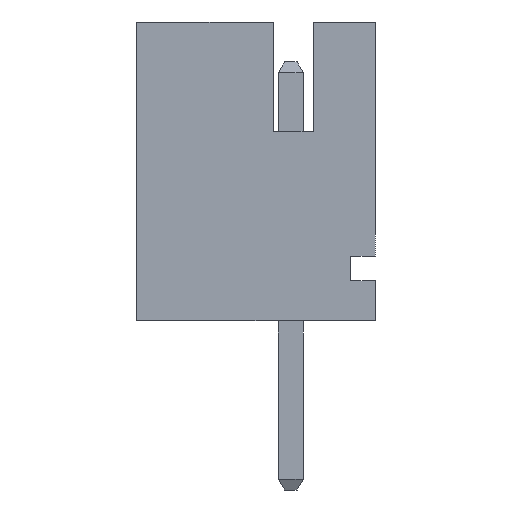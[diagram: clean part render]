
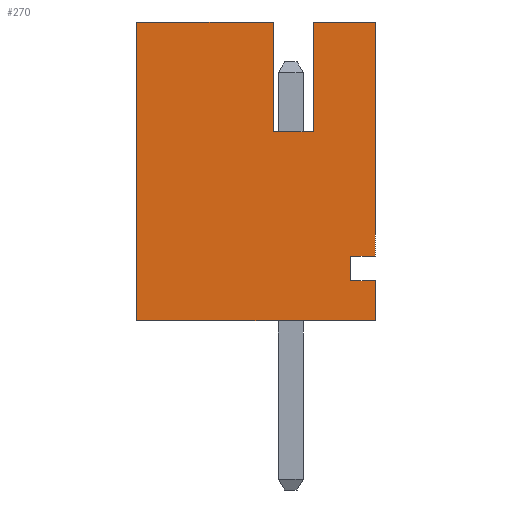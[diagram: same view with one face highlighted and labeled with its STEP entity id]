
A CAD part, left-side view. The second image highlights one B-rep face of the part: STEP entity #270.
In plain terms, the highlighted planar face has unit normal (-1, 0, 0).
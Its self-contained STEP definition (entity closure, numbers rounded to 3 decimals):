
#270=ADVANCED_FACE('',(#821),#823,.T.);
#821=FACE_BOUND('',#822,.T.);
#822=EDGE_LOOP('',(#1260,#1261,#1262,#1263,#1264,#1265,#1266,#1267,#1268,#1269,#1270,
#1271));
#823=PLANE('',#824);
#824=AXIS2_PLACEMENT_3D('',#825,#826,#827);
#825=CARTESIAN_POINT('',(-4.,3.1,0.));
#826=DIRECTION('',(-1.,0.,0.));
#827=DIRECTION('',(0.,-1.,0.));
#1260=ORIENTED_EDGE('',*,*,#1589,.T.);
#1261=ORIENTED_EDGE('',*,*,#1590,.T.);
#1262=ORIENTED_EDGE('',*,*,#1591,.F.);
#1263=ORIENTED_EDGE('',*,*,#1568,.F.);
#1264=ORIENTED_EDGE('',*,*,#1581,.T.);
#1265=ORIENTED_EDGE('',*,*,#1588,.T.);
#1266=ORIENTED_EDGE('',*,*,#1592,.T.);
#1267=ORIENTED_EDGE('',*,*,#1593,.T.);
#1268=ORIENTED_EDGE('',*,*,#1594,.T.);
#1269=ORIENTED_EDGE('',*,*,#1595,.T.);
#1270=ORIENTED_EDGE('',*,*,#1596,.F.);
#1271=ORIENTED_EDGE('',*,*,#1597,.T.);
#1568=EDGE_CURVE('',#1750,#1752,#1753,.T.);
#1581=EDGE_CURVE('',#1750,#1772,#1774,.T.);
#1588=EDGE_CURVE('',#1772,#1785,#1787,.T.);
#1589=EDGE_CURVE('',#1788,#1789,#1790,.F.);
#1590=EDGE_CURVE('',#1789,#1791,#1792,.F.);
#1591=EDGE_CURVE('',#1752,#1791,#1793,.T.);
#1592=EDGE_CURVE('',#1785,#1794,#1795,.F.);
#1593=EDGE_CURVE('',#1794,#1796,#1797,.T.);
#1594=EDGE_CURVE('',#1796,#1798,#1799,.F.);
#1595=EDGE_CURVE('',#1798,#1800,#1801,.T.);
#1596=EDGE_CURVE('',#1802,#1800,#1803,.T.);
#1597=EDGE_CURVE('',#1802,#1788,#1804,.F.);
#1750=VERTEX_POINT('',#2057);
#1752=VERTEX_POINT('',#2061);
#1753=LINE('',#2062,#2063);
#1772=VERTEX_POINT('',#2105);
#1774=LINE('',#2109,#2110);
#1785=VERTEX_POINT('',#2132);
#1787=LINE('',#2136,#2137);
#1788=VERTEX_POINT('',#2139);
#1789=VERTEX_POINT('',#2140);
#1790=LINE('',#2141,#2142);
#1791=VERTEX_POINT('',#2144);
#1792=LINE('',#2145,#2146);
#1793=LINE('',#2148,#2149);
#1794=VERTEX_POINT('',#2151);
#1795=LINE('',#2152,#2153);
#1796=VERTEX_POINT('',#2155);
#1797=LINE('',#2156,#2157);
#1798=VERTEX_POINT('',#2159);
#1799=LINE('',#2160,#2161);
#1800=VERTEX_POINT('',#2163);
#1801=LINE('',#2164,#2165);
#1802=VERTEX_POINT('',#2167);
#1803=LINE('',#2168,#2169);
#1804=LINE('',#2171,#2172);
#2057=CARTESIAN_POINT('',(-4.,3.1,0.));
#2061=CARTESIAN_POINT('',(-4.,3.1,6.));
#2062=CARTESIAN_POINT('',(-4.,3.1,0.));
#2063=VECTOR('',#2064,1.);
#2064=DIRECTION('',(0.,0.,1.));
#2105=CARTESIAN_POINT('',(-4.,-1.7,0.));
#2109=CARTESIAN_POINT('',(-4.,3.1,0.));
#2110=VECTOR('',#2111,1.);
#2111=DIRECTION('',(0.,-1.,0.));
#2132=CARTESIAN_POINT('',(-4.,-1.7,0.8));
#2136=CARTESIAN_POINT('',(-4.,-1.7,0.));
#2137=VECTOR('',#2138,1.);
#2138=DIRECTION('',(0.,0.,1.));
#2139=CARTESIAN_POINT('',(-4.,-0.45,3.8));
#2140=CARTESIAN_POINT('',(-4.,0.35,3.8));
#2141=CARTESIAN_POINT('',(-4.,0.35,3.8));
#2142=VECTOR('',#2143,1.);
#2143=DIRECTION('',(0.,-1.,0.));
#2144=CARTESIAN_POINT('',(-4.,0.35,6.));
#2145=CARTESIAN_POINT('',(-4.,0.35,6.));
#2146=VECTOR('',#2147,1.);
#2147=DIRECTION('',(0.,0.,-1.));
#2148=CARTESIAN_POINT('',(-4.,3.1,6.));
#2149=VECTOR('',#2150,1.);
#2150=DIRECTION('',(0.,-1.,0.));
#2151=CARTESIAN_POINT('',(-4.,-1.2,0.8));
#2152=CARTESIAN_POINT('',(-4.,-1.2,0.8));
#2153=VECTOR('',#2154,1.);
#2154=DIRECTION('',(0.,-1.,0.));
#2155=CARTESIAN_POINT('',(-4.,-1.2,1.3));
#2156=CARTESIAN_POINT('',(-4.,-1.2,0.8));
#2157=VECTOR('',#2158,1.);
#2158=DIRECTION('',(0.,0.,1.));
#2159=CARTESIAN_POINT('',(-4.,-1.7,1.3));
#2160=CARTESIAN_POINT('',(-4.,-1.7,1.3));
#2161=VECTOR('',#2162,1.);
#2162=DIRECTION('',(0.,1.,0.));
#2163=CARTESIAN_POINT('',(-4.,-1.7,6.));
#2164=CARTESIAN_POINT('',(-4.,-1.7,1.3));
#2165=VECTOR('',#2166,1.);
#2166=DIRECTION('',(0.,0.,1.));
#2167=CARTESIAN_POINT('',(-4.,-0.45,6.));
#2168=CARTESIAN_POINT('',(-4.,-0.45,6.));
#2169=VECTOR('',#2170,1.);
#2170=DIRECTION('',(0.,-1.,0.));
#2171=CARTESIAN_POINT('',(-4.,-0.45,3.8));
#2172=VECTOR('',#2173,1.);
#2173=DIRECTION('',(0.,0.,1.));
